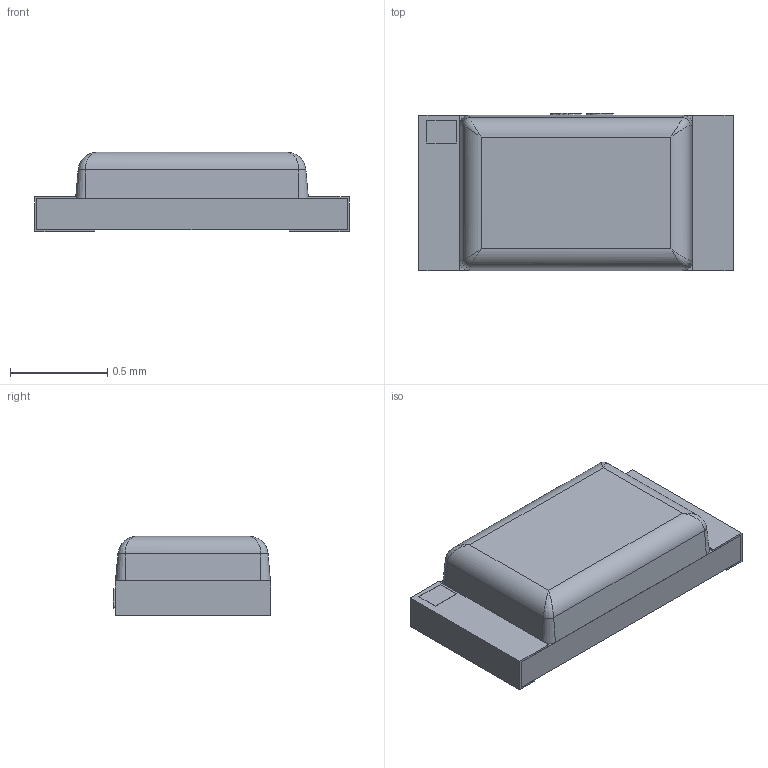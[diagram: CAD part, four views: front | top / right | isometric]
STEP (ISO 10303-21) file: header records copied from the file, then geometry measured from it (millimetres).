
FILE_DESCRIPTION (( 'STEP AP214' ), '1' );
FILE_NAME ('LED0603-R-RD_BLUE.step', '2022-07-08T13:29:26', ( '' ), ( '' ), 'SwSTEP 2.0', 'SolidWorks 2020', '' );
FILE_SCHEMA (( 'AUTOMOTIVE_DESIGN' ));
Length unit declared in the file: millimetre
Products named in the file (1): LED0603-R-RD_BLUE
Bounding box: 1.62 x 0.81 x 0.41 mm (x, y, z)
Volume: 0.4 mm3; surface area: 8 mm2
Topology: 4 solids, 4 shells, 345 faces, 919 edges, 606 vertices
Faces by surface type: plane 221, bspline 116, cone 4, cylinder 4
Entity records: 16021 total; most frequent: CARTESIAN_POINT 4403, ORIENTED_EDGE 1830, DIRECTION 1139, EDGE_CURVE 915, VECTOR 671, LINE 671, VERTEX_POINT 606, EDGE_LOOP 373
